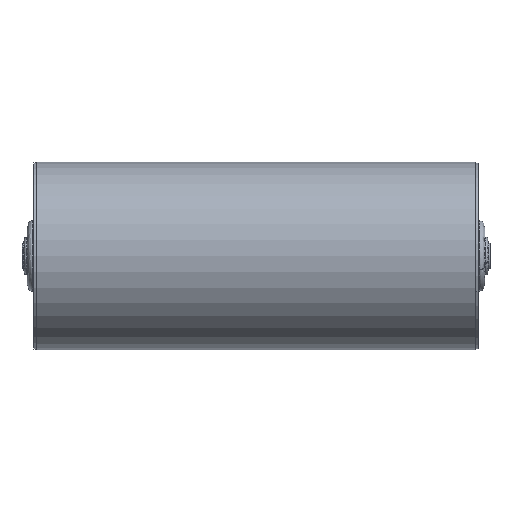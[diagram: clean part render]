
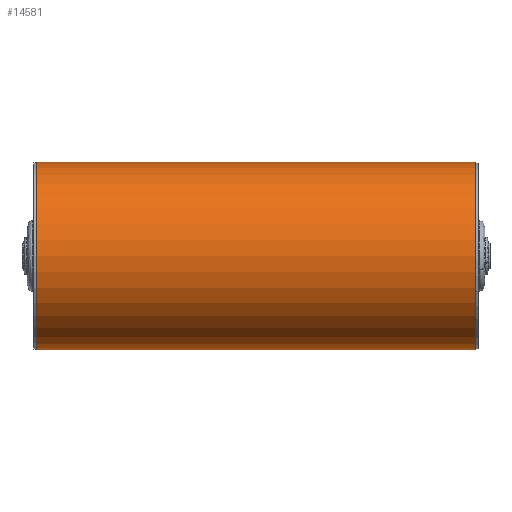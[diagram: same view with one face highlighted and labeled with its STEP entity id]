
A CAD part, front view. The second image highlights one B-rep face of the part: STEP entity #14581.
In plain terms, the highlighted cylindrical face has radius 40 mm (diameter 80 mm), a partial arc.
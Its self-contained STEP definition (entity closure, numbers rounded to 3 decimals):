
#1259 = CARTESIAN_POINT ( 'NONE',  ( 188.7, 0., -40. ) ) ;
#1280 = CARTESIAN_POINT ( 'NONE',  ( 1.2, 0., 40. ) ) ;
#1542 = LINE ( 'NONE', #15493, #3701 ) ;
#1591 = AXIS2_PLACEMENT_3D ( 'NONE', #20838, #15115, #14839 ) ;
#2072 = VERTEX_POINT ( 'NONE', #1280 ) ;
#2484 = CARTESIAN_POINT ( 'NONE',  ( 188.7, 0., -40. ) ) ;
#2957 = VECTOR ( 'NONE', #10202, 1000. ) ;
#3701 = VECTOR ( 'NONE', #13328, 1000. ) ;
#3707 = ORIENTED_EDGE ( 'NONE', *, *, #17988, .F. ) ;
#3728 = EDGE_LOOP ( 'NONE', ( #3707, #14490, #10418, #5229 ) ) ;
#4040 = DIRECTION ( 'NONE',  ( 0., 0., 1. ) ) ;
#4104 = AXIS2_PLACEMENT_3D ( 'NONE', #6088, #14349, #4040 ) ;
#4786 = CARTESIAN_POINT ( 'NONE',  ( 1.2, 0., -40. ) ) ;
#5229 = ORIENTED_EDGE ( 'NONE', *, *, #10917, .T. ) ;
#6088 = CARTESIAN_POINT ( 'NONE',  ( 188.7, 0., 0. ) ) ;
#6115 = VERTEX_POINT ( 'NONE', #1259 ) ;
#7842 = FACE_OUTER_BOUND ( 'NONE', #3728, .T. ) ;
#9326 = CARTESIAN_POINT ( 'NONE',  ( 188.7, 0., 40. ) ) ;
#10202 = DIRECTION ( 'NONE',  ( -1., 0., 0. ) ) ;
#10418 = ORIENTED_EDGE ( 'NONE', *, *, #14167, .T. ) ;
#10917 = EDGE_CURVE ( 'NONE', #2072, #15256, #11303, .T. ) ;
#11103 = VERTEX_POINT ( 'NONE', #9326 ) ;
#11303 = CIRCLE ( 'NONE', #26513, 40. ) ;
#13256 = CIRCLE ( 'NONE', #1591, 40. ) ;
#13328 = DIRECTION ( 'NONE',  ( -1., 0., 0. ) ) ;
#14167 = EDGE_CURVE ( 'NONE', #11103, #2072, #1542, .T. ) ;
#14349 = DIRECTION ( 'NONE',  ( -1., 0., 0. ) ) ;
#14490 = ORIENTED_EDGE ( 'NONE', *, *, #19826, .F. ) ;
#14581 = ADVANCED_FACE ( 'NONE', ( #7842 ), #16104, .T. ) ;
#14839 = DIRECTION ( 'NONE',  ( 0., 0., -1. ) ) ;
#15115 = DIRECTION ( 'NONE',  ( 1., 0., 0. ) ) ;
#15256 = VERTEX_POINT ( 'NONE', #4786 ) ;
#15493 = CARTESIAN_POINT ( 'NONE',  ( 188.7, 0., 40. ) ) ;
#16104 = CYLINDRICAL_SURFACE ( 'NONE', #4104, 40. ) ;
#17811 = CARTESIAN_POINT ( 'NONE',  ( 1.2, 0., 0. ) ) ;
#17988 = EDGE_CURVE ( 'NONE', #6115, #15256, #23200, .T. ) ;
#19826 = EDGE_CURVE ( 'NONE', #11103, #6115, #13256, .T. ) ;
#20838 = CARTESIAN_POINT ( 'NONE',  ( 188.7, 0., 0. ) ) ;
#23200 = LINE ( 'NONE', #2484, #2957 ) ;
#24357 = DIRECTION ( 'NONE',  ( 0., 0., -1. ) ) ;
#26112 = DIRECTION ( 'NONE',  ( 1., 0., 0. ) ) ;
#26513 = AXIS2_PLACEMENT_3D ( 'NONE', #17811, #26112, #24357 ) ;
